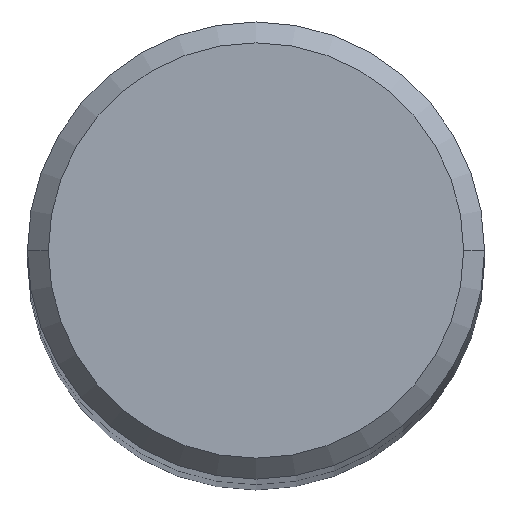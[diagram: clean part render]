
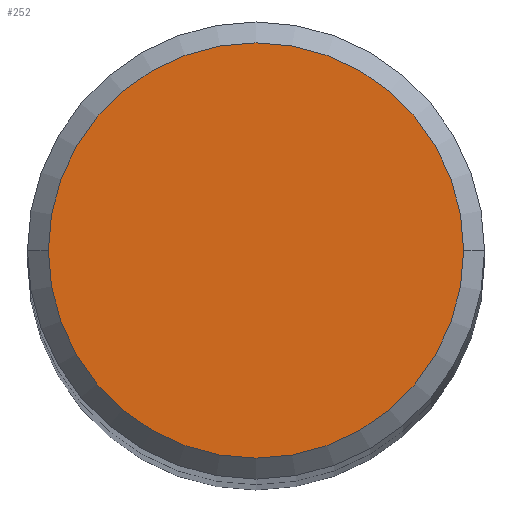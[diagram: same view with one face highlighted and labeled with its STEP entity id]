
A CAD part, top view. The second image highlights one B-rep face of the part: STEP entity #252.
In plain terms, the highlighted planar face has unit normal (0, 0, 1).
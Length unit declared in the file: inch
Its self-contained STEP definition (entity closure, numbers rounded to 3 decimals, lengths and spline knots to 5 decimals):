
#19 = DIRECTION ( 'NONE',  ( 0., 0., 1. ) ) ;
#22 = CARTESIAN_POINT ( 'NONE',  ( 0., 0., 0. ) ) ;
#35 = CIRCLE ( 'NONE', #59, 0.19875 ) ;
#55 = CARTESIAN_POINT ( 'NONE',  ( 0., 0.19875, 0. ) ) ;
#59 = AXIS2_PLACEMENT_3D ( 'NONE', #91, #62, #335 ) ;
#62 = DIRECTION ( 'NONE',  ( 0., 0., 1. ) ) ;
#91 = CARTESIAN_POINT ( 'NONE',  ( 0., 0., 0. ) ) ;
#115 = AXIS2_PLACEMENT_3D ( 'NONE', #55, #232, #136 ) ;
#124 = CIRCLE ( 'NONE', #288, 0.19875 ) ;
#136 = DIRECTION ( 'NONE',  ( -1., 0., 0. ) ) ;
#172 = VERTEX_POINT ( 'NONE', #284 ) ;
#174 = EDGE_CURVE ( 'NONE', #172, #362, #124, .T. ) ;
#180 = EDGE_CURVE ( 'NONE', #362, #172, #35, .T. ) ;
#232 = DIRECTION ( 'NONE',  ( 0., 0., -1. ) ) ;
#252 = ADVANCED_FACE ( 'NONE', ( #283 ), #337, .F. ) ;
#283 = FACE_OUTER_BOUND ( 'NONE', #317, .T. ) ;
#284 = CARTESIAN_POINT ( 'NONE',  ( 0.19875, 0., 0. ) ) ;
#288 = AXIS2_PLACEMENT_3D ( 'NONE', #22, #19, #364 ) ;
#317 = EDGE_LOOP ( 'NONE', ( #321, #331 ) ) ;
#321 = ORIENTED_EDGE ( 'NONE', *, *, #180, .T. ) ;
#331 = ORIENTED_EDGE ( 'NONE', *, *, #174, .T. ) ;
#335 = DIRECTION ( 'NONE',  ( 1., 0., 0. ) ) ;
#337 = PLANE ( 'NONE',  #115 ) ;
#357 = CARTESIAN_POINT ( 'NONE',  ( -0.19875, 0., 0. ) ) ;
#362 = VERTEX_POINT ( 'NONE', #357 ) ;
#364 = DIRECTION ( 'NONE',  ( 1., 0., 0. ) ) ;
